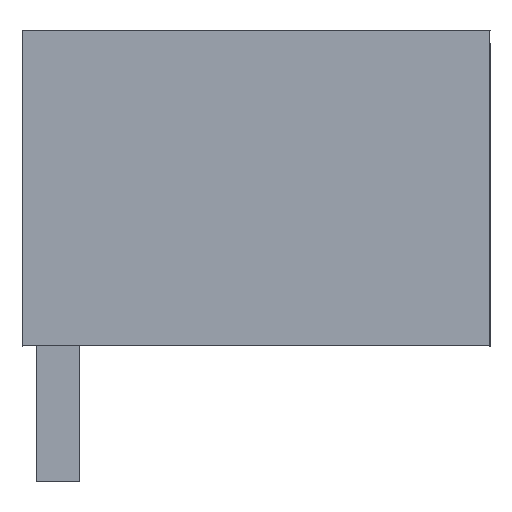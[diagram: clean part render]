
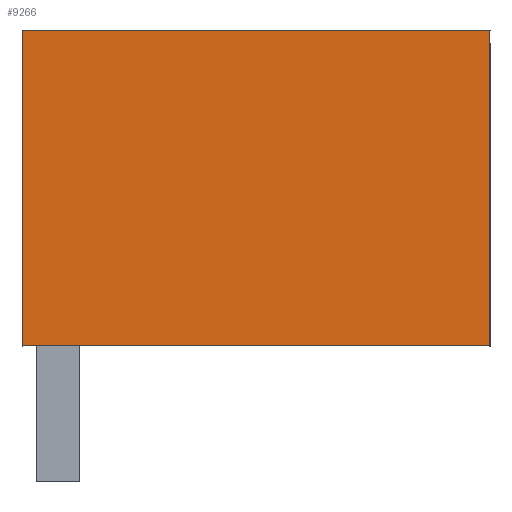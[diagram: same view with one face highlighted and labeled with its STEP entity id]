
A CAD part, left-side view. The second image highlights one B-rep face of the part: STEP entity #9266.
In plain terms, the highlighted planar face has unit normal (-1, 0, 0).
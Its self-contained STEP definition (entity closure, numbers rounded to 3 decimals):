
#9253=AXIS2_PLACEMENT_3D('Plane Axis2P3D',#9250,#9251,#9252) ;
#3272=CARTESIAN_POINT('Vertex',(0.,11.05,3.2)) ;
#3275=CARTESIAN_POINT('Line Origine',(0.,11.05,6.925)) ;
#3279=CARTESIAN_POINT('Vertex',(0.,11.05,10.65)) ;
#3807=CARTESIAN_POINT('Line Origine',(0.,5.525,3.2)) ;
#3811=CARTESIAN_POINT('Vertex',(0.,0.,3.2)) ;
#7842=CARTESIAN_POINT('Line Origine',(0.,5.525,10.65)) ;
#7846=CARTESIAN_POINT('Vertex',(0.,0.,10.65)) ;
#9250=CARTESIAN_POINT('Axis2P3D Location',(0.,-2.377,0.)) ;
#9255=CARTESIAN_POINT('Line Origine',(0.,0.,6.925)) ;
#3276=DIRECTION('Vector Direction',(0.,0.,-1.)) ;
#3808=DIRECTION('Vector Direction',(0.,1.,0.)) ;
#7843=DIRECTION('Vector Direction',(0.,-1.,0.)) ;
#9251=DIRECTION('Axis2P3D Direction',(1.,-0.,0.)) ;
#9252=DIRECTION('Axis2P3D XDirection',(0.,1.,0.)) ;
#9256=DIRECTION('Vector Direction',(0.,0.,1.)) ;
#3277=VECTOR('Line Direction',#3276,1.) ;
#3809=VECTOR('Line Direction',#3808,1.) ;
#7844=VECTOR('Line Direction',#7843,1.) ;
#9257=VECTOR('Line Direction',#9256,1.) ;
#9261=ORIENTED_EDGE('',*,*,#7848,.F.) ;
#9262=ORIENTED_EDGE('',*,*,#3281,.T.) ;
#9263=ORIENTED_EDGE('',*,*,#3813,.F.) ;
#9264=ORIENTED_EDGE('',*,*,#9259,.T.) ;
#9266=ADVANCED_FACE('HOUSING',(#9265),#9254,.F.) ;
#3281=EDGE_CURVE('',#3280,#3273,#3278,.T.) ;
#3813=EDGE_CURVE('',#3812,#3273,#3810,.T.) ;
#7848=EDGE_CURVE('',#3280,#7847,#7845,.T.) ;
#9259=EDGE_CURVE('',#3812,#7847,#9258,.T.) ;
#9260=EDGE_LOOP('',(#9261,#9262,#9263,#9264)) ;
#9265=FACE_OUTER_BOUND('',#9260,.T.) ;
#3278=LINE('Line',#3275,#3277) ;
#3810=LINE('Line',#3807,#3809) ;
#7845=LINE('Line',#7842,#7844) ;
#9258=LINE('Line',#9255,#9257) ;
#9254=PLANE('',#9253) ;
#3273=VERTEX_POINT('',#3272) ;
#3280=VERTEX_POINT('',#3279) ;
#3812=VERTEX_POINT('',#3811) ;
#7847=VERTEX_POINT('',#7846) ;
